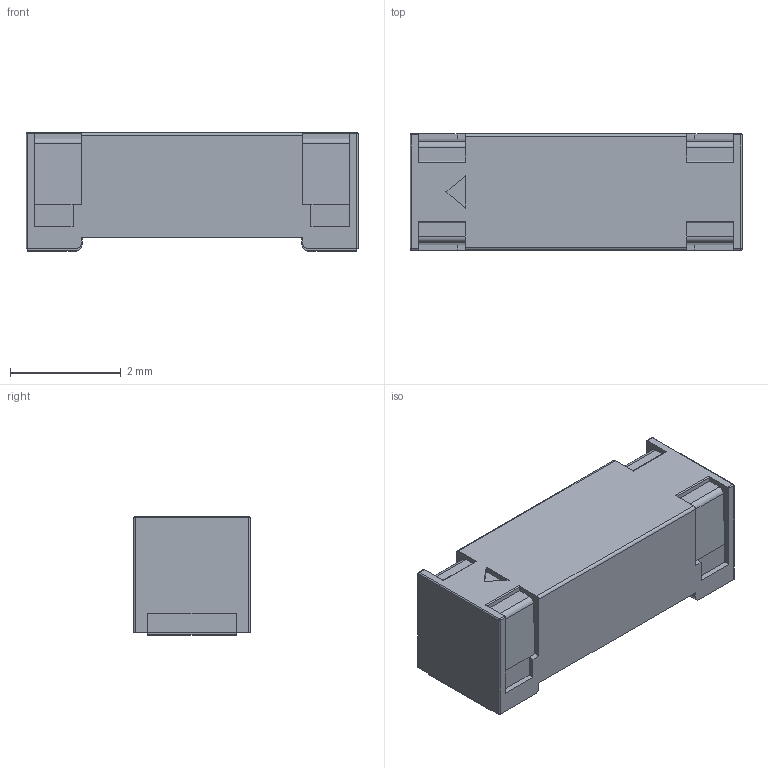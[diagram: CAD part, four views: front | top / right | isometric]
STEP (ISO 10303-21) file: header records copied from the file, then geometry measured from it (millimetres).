
FILE_DESCRIPTION(/* description */ ('Unknown'),/* implementation_level */ '2;1');
FILE_NAME(/* name */ '13104',/* time_stamp */ '2024-10-02T08:22:42+03:00',/* author */ ('Unknown'),/* organization */ ('Unknown'),/* preprocessor_version */ 'ST-DEVELOPER v19.4',/* originating_system */ 'Solid Edge',/* authorisation */ 'Unknown');
FILE_SCHEMA (('AUTOMOTIVE_DESIGN {1 0 10303 214 3 1 1}'));
Length unit declared in the file: millimetre
Products named in the file (3): 13104; 13104_body; 13104_pin
Assembly tree (3 placements, depth 2):
  13104
    13104_body
    13104_pin  x2
Bounding box: 6 x 2.1 x 2.15 mm (x, y, z)
Volume: 25.2 mm3; surface area: 70 mm2
Topology: 3 solids, 3 shells, 96 faces, 251 edges, 158 vertices
Faces by surface type: plane 62, cylinder 30, sphere 4
Entity records: 2699 total; most frequent: CARTESIAN_POINT 465, DIRECTION 451, ORIENTED_EDGE 450, EDGE_CURVE 225, LINE 175, VECTOR 175, VERTEX_POINT 144, AXIS2_PLACEMENT_3D 138
